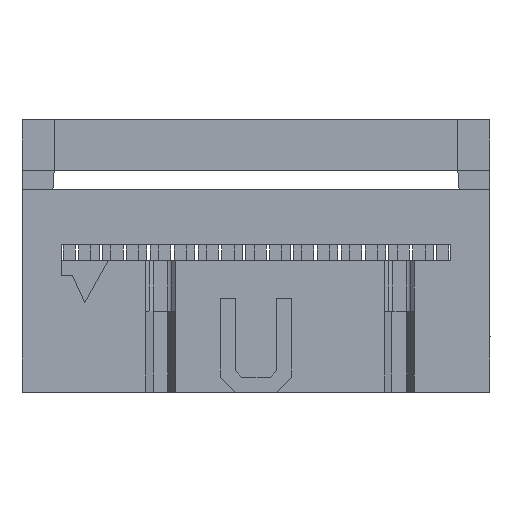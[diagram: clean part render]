
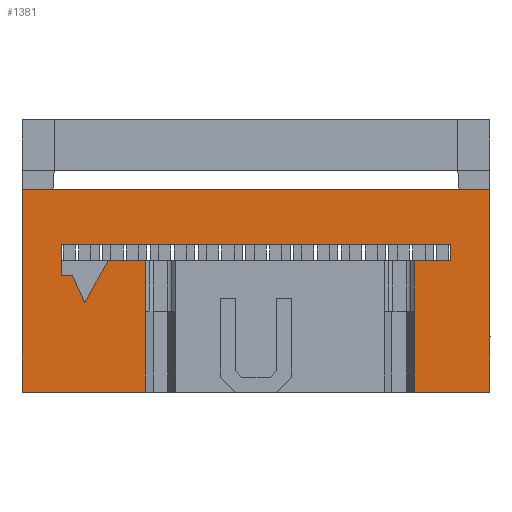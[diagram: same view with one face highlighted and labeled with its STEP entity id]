
A CAD part, top view. The second image highlights one B-rep face of the part: STEP entity #1381.
In plain terms, the highlighted planar face has unit normal (0, 0, 1).
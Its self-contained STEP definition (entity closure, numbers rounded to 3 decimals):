
#1381=ADVANCED_FACE('',(#2072),#1726,.T.);
#1726=PLANE('',#8415);
#2072=FACE_OUTER_BOUND('',#2505,.T.);
#2505=EDGE_LOOP('',(#4308,#4309,#4310,#4311,#4312,#4313,#4314,#4315,#4316,
#4317,#4318,#4319,#4320,#4321,#4322,#4323,#4324));
#4308=ORIENTED_EDGE('',*,*,#6070,.T.);
#4309=ORIENTED_EDGE('',*,*,#6069,.F.);
#4310=ORIENTED_EDGE('',*,*,#6071,.T.);
#4311=ORIENTED_EDGE('',*,*,#6072,.F.);
#4312=ORIENTED_EDGE('',*,*,#5984,.F.);
#4313=ORIENTED_EDGE('',*,*,#6067,.F.);
#4314=ORIENTED_EDGE('',*,*,#5769,.T.);
#4315=ORIENTED_EDGE('',*,*,#5772,.T.);
#4316=ORIENTED_EDGE('',*,*,#6052,.F.);
#4317=ORIENTED_EDGE('',*,*,#6016,.T.);
#4318=ORIENTED_EDGE('',*,*,#6018,.T.);
#4319=ORIENTED_EDGE('',*,*,#6020,.T.);
#4320=ORIENTED_EDGE('',*,*,#6021,.F.);
#4321=ORIENTED_EDGE('',*,*,#6027,.F.);
#4322=ORIENTED_EDGE('',*,*,#6030,.T.);
#4323=ORIENTED_EDGE('',*,*,#6051,.F.);
#4324=ORIENTED_EDGE('',*,*,#6033,.T.);
#4922=VERTEX_POINT('',#11379);
#4923=VERTEX_POINT('',#11381);
#4924=VERTEX_POINT('',#11387);
#5061=VERTEX_POINT('',#11826);
#5062=VERTEX_POINT('',#11828);
#5084=VERTEX_POINT('',#11888);
#5085=VERTEX_POINT('',#11890);
#5086=VERTEX_POINT('',#11894);
#5087=VERTEX_POINT('',#11898);
#5088=VERTEX_POINT('',#11902);
#5091=VERTEX_POINT('',#11911);
#5092=VERTEX_POINT('',#11917);
#5095=VERTEX_POINT('',#11924);
#5096=VERTEX_POINT('',#11926);
#5114=VERTEX_POINT('',#11989);
#5115=VERTEX_POINT('',#11992);
#5116=VERTEX_POINT('',#11998);
#5769=EDGE_CURVE('',#4923,#4922,#6752,.T.);
#5772=EDGE_CURVE('',#4922,#4924,#6755,.T.);
#5984=EDGE_CURVE('',#5061,#5062,#6961,.T.);
#6016=EDGE_CURVE('',#5084,#5085,#6989,.T.);
#6018=EDGE_CURVE('',#5085,#5086,#6991,.T.);
#6020=EDGE_CURVE('',#5086,#5087,#6993,.T.);
#6021=EDGE_CURVE('',#5088,#5087,#6994,.T.);
#6027=EDGE_CURVE('',#5091,#5088,#7000,.T.);
#6030=EDGE_CURVE('',#5091,#5092,#7003,.T.);
#6033=EDGE_CURVE('',#5096,#5095,#7006,.T.);
#6051=EDGE_CURVE('',#5096,#5092,#7020,.T.);
#6052=EDGE_CURVE('',#5084,#4924,#7021,.T.);
#6067=EDGE_CURVE('',#4923,#5061,#7036,.T.);
#6069=EDGE_CURVE('',#5115,#5114,#7038,.T.);
#6070=EDGE_CURVE('',#5095,#5114,#7039,.T.);
#6071=EDGE_CURVE('',#5115,#5116,#7040,.T.);
#6072=EDGE_CURVE('',#5062,#5116,#7041,.T.);
#6752=LINE('',#11380,#7717);
#6755=LINE('',#11386,#7720);
#6961=LINE('',#11827,#7926);
#6989=LINE('',#11891,#7954);
#6991=LINE('',#11895,#7956);
#6993=LINE('',#11899,#7958);
#6994=LINE('',#11901,#7959);
#7000=LINE('',#11912,#7965);
#7003=LINE('',#11918,#7968);
#7006=LINE('',#11925,#7971);
#7020=LINE('',#11961,#7985);
#7021=LINE('',#11962,#7986);
#7036=LINE('',#11990,#8001);
#7038=LINE('',#11993,#8003);
#7039=LINE('',#11995,#8004);
#7040=LINE('',#11997,#8005);
#7041=LINE('',#11999,#8006);
#7717=VECTOR('',#9492,1.);
#7720=VECTOR('',#9499,1.);
#7926=VECTOR('',#9851,1.);
#7954=VECTOR('',#9903,1.);
#7956=VECTOR('',#9907,1.);
#7958=VECTOR('',#9911,1.);
#7959=VECTOR('',#9914,1.);
#7965=VECTOR('',#9922,1.);
#7968=VECTOR('',#9929,1.);
#7971=VECTOR('',#9934,1.);
#7985=VECTOR('',#9968,1.);
#7986=VECTOR('',#9969,1.);
#8001=VECTOR('',#9996,1.);
#8003=VECTOR('',#9998,1.);
#8004=VECTOR('',#10001,1.);
#8005=VECTOR('',#10004,1.);
#8006=VECTOR('',#10005,1.);
#8415=AXIS2_PLACEMENT_3D('',#12000,#10006,#10007);
#9492=DIRECTION('',(0.,1.,0.));
#9499=DIRECTION('',(0.,1.,0.));
#9851=DIRECTION('',(0.,1.,0.));
#9903=DIRECTION('',(-0.486,-0.874,0.));
#9907=DIRECTION('',(-0.416,0.91,0.));
#9911=DIRECTION('',(-1.,0.,0.));
#9914=DIRECTION('',(0.,-1.,0.));
#9922=DIRECTION('',(-1.,0.,0.));
#9929=DIRECTION('',(0.,-1.,0.));
#9934=DIRECTION('',(0.,-1.,0.));
#9968=DIRECTION('',(1.,0.,0.));
#9969=DIRECTION('',(1.,0.,0.));
#9996=DIRECTION('',(-1.,0.,0.));
#9998=DIRECTION('',(-1.,0.,0.));
#10001=DIRECTION('',(0.,-1.,0.));
#10004=DIRECTION('',(0.,1.,0.));
#10005=DIRECTION('',(1.,0.,0.));
#10006=DIRECTION('',(0.,0.,1.));
#10007=DIRECTION('',(1.,0.,0.));
#11379=CARTESIAN_POINT('',(6.57,4.3,6.1));
#11380=CARTESIAN_POINT('',(6.57,0.,6.1));
#11381=CARTESIAN_POINT('',(6.57,0.,6.1));
#11386=CARTESIAN_POINT('',(6.57,4.3,6.1));
#11387=CARTESIAN_POINT('',(6.57,7.,6.1));
#11826=CARTESIAN_POINT('',(0.,0.,6.1));
#11827=CARTESIAN_POINT('',(0.,0.,6.1));
#11828=CARTESIAN_POINT('',(0.,10.8,6.1));
#11888=CARTESIAN_POINT('',(4.59,7.,6.1));
#11890=CARTESIAN_POINT('',(3.34,4.75,6.1));
#11891=CARTESIAN_POINT('',(4.59,7.,6.1));
#11894=CARTESIAN_POINT('',(2.677,6.2,6.1));
#11895=CARTESIAN_POINT('',(3.34,4.75,6.1));
#11898=CARTESIAN_POINT('',(2.09,6.2,6.1));
#11899=CARTESIAN_POINT('',(2.677,6.2,6.1));
#11901=CARTESIAN_POINT('',(2.09,7.85,6.1));
#11902=CARTESIAN_POINT('',(2.09,7.85,6.1));
#11911=CARTESIAN_POINT('',(22.81,7.85,6.1));
#11912=CARTESIAN_POINT('',(22.81,7.85,6.1));
#11917=CARTESIAN_POINT('',(22.81,7.,6.1));
#11918=CARTESIAN_POINT('',(22.81,7.85,6.1));
#11924=CARTESIAN_POINT('',(20.87,4.3,6.1));
#11925=CARTESIAN_POINT('',(20.87,7.,6.1));
#11926=CARTESIAN_POINT('',(20.87,7.,6.1));
#11961=CARTESIAN_POINT('',(20.87,7.,6.1));
#11962=CARTESIAN_POINT('',(4.59,7.,6.1));
#11989=CARTESIAN_POINT('',(20.87,0.,6.1));
#11990=CARTESIAN_POINT('',(6.57,0.,6.1));
#11992=CARTESIAN_POINT('',(24.9,0.,6.1));
#11993=CARTESIAN_POINT('',(24.9,0.,6.1));
#11995=CARTESIAN_POINT('',(20.87,4.3,6.1));
#11997=CARTESIAN_POINT('',(24.9,0.,6.1));
#11998=CARTESIAN_POINT('',(24.9,10.8,6.1));
#11999=CARTESIAN_POINT('',(0.,10.8,6.1));
#12000=CARTESIAN_POINT('',(-0.723,-0.64,6.1));
